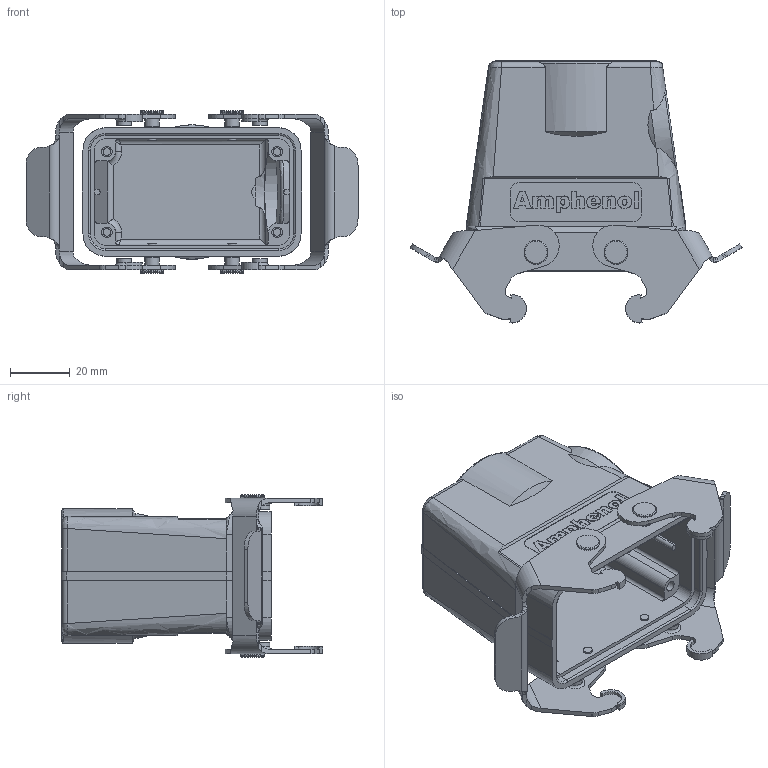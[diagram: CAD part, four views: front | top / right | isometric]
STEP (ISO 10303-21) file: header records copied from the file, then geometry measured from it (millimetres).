
FILE_DESCRIPTION(/* description */ (''),/* implementation_level */ '2;1');
FILE_NAME(/* name */ 'c146 21r010 502 8nxm001-02.stp',/* time_stamp */ '2018-03-07T08:10:16+01:00',/* author */ (''),/* organization */ (''),/* preprocessor_version */ 'ST-DEVELOPER v16',/* originating_system */ 'SIEMENS PLM Software NX 11.0',/* authorisation */ '');
FILE_SCHEMA (('AP203_CONFIGURATION_CONTROLLED_3D_DESIGN_OF_MECHANICAL_PARTS_AND_ASSEMBLIES_MIM_LF { 1 0 10303 403 2 1 2}'));
Length unit declared in the file: millimetre
Products named in the file (1): c146 21r010 502 8nxm001-02
Bounding box: 111.14 x 87.66 x 54.4 mm (x, y, z)
Volume: 57834.1 mm3; surface area: 42236.2 mm2
Topology: 1 solids, 5 shells, 466 faces, 1210 edges, 787 vertices
Faces by surface type: plane 217, cylinder 139, bspline 53, extrusion 23, torus 18, cone 16
Full cylindrical faces by diameter (mm): 2.51 x4, 2.95 x4, 3.5 x4, 4.8 x4, 4.9 x4, 8 x4, 30.5 x1
Entity records: 19955 total; most frequent: CARTESIAN_POINT 6368, ORIENTED_EDGE 2250, DIRECTION 1804, EDGE_CURVE 1125, VERTEX_POINT 765, AXIS2_PLACEMENT_3D 661, EDGE_LOOP 564, VECTOR 482
